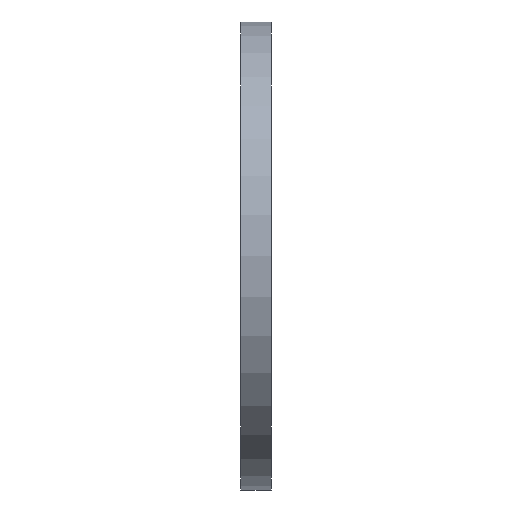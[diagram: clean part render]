
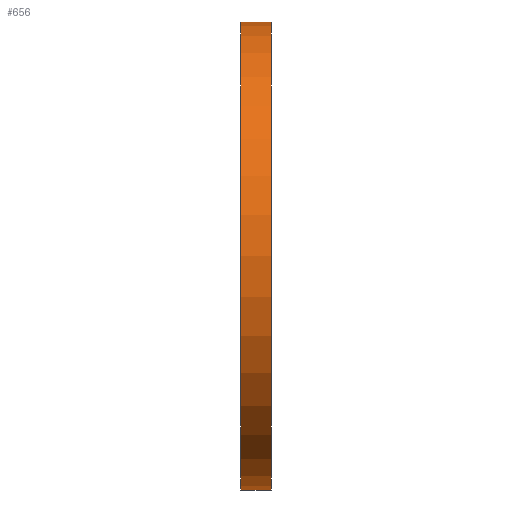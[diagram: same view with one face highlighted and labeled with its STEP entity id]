
A CAD part, left-side view. The second image highlights one B-rep face of the part: STEP entity #656.
In plain terms, the highlighted cylindrical face has radius 197.5 mm (diameter 395 mm), a partial arc.
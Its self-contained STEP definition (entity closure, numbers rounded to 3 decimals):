
#37 = VECTOR ( 'NONE', #988, 1000. ) ;
#68 = CARTESIAN_POINT ( 'NONE',  ( 0., 34.695, 197.5 ) ) ;
#82 = CIRCLE ( 'NONE', #353, 197.5 ) ;
#103 = CARTESIAN_POINT ( 'NONE',  ( 0., 0., 0. ) ) ;
#117 = VERTEX_POINT ( 'NONE', #1009 ) ;
#154 = EDGE_CURVE ( 'NONE', #117, #388, #174, .T. ) ;
#174 = LINE ( 'NONE', #543, #983 ) ;
#175 = DIRECTION ( 'NONE',  ( 0., 0., 1. ) ) ;
#235 = AXIS2_PLACEMENT_3D ( 'NONE', #103, #760, #175 ) ;
#238 = DIRECTION ( 'NONE',  ( 0., 1., 0. ) ) ;
#271 = VERTEX_POINT ( 'NONE', #503 ) ;
#277 = DIRECTION ( 'NONE',  ( 0., 0., 1. ) ) ;
#292 = DIRECTION ( 'NONE',  ( 0., 1., 0. ) ) ;
#335 = DIRECTION ( 'NONE',  ( 0., 0., 1. ) ) ;
#353 = AXIS2_PLACEMENT_3D ( 'NONE', #894, #238, #335 ) ;
#388 = VERTEX_POINT ( 'NONE', #1063 ) ;
#427 = VERTEX_POINT ( 'NONE', #1071 ) ;
#476 = CYLINDRICAL_SURFACE ( 'NONE', #478, 197.5 ) ;
#478 = AXIS2_PLACEMENT_3D ( 'NONE', #928, #292, #277 ) ;
#489 = ORIENTED_EDGE ( 'NONE', *, *, #889, .T. ) ;
#503 = CARTESIAN_POINT ( 'NONE',  ( 0., 0., 197.5 ) ) ;
#543 = CARTESIAN_POINT ( 'NONE',  ( 0., 34.695, -197.5 ) ) ;
#550 = LINE ( 'NONE', #68, #37 ) ;
#598 = ORIENTED_EDGE ( 'NONE', *, *, #621, .T. ) ;
#621 = EDGE_CURVE ( 'NONE', #117, #271, #1174, .T. ) ;
#656 = ADVANCED_FACE ( 'NONE', ( #918 ), #476, .T. ) ;
#728 = ORIENTED_EDGE ( 'NONE', *, *, #154, .F. ) ;
#760 = DIRECTION ( 'NONE',  ( 0., 1., 0. ) ) ;
#837 = EDGE_CURVE ( 'NONE', #388, #427, #82, .T. ) ;
#877 = EDGE_LOOP ( 'NONE', ( #728, #598, #489, #1026 ) ) ;
#889 = EDGE_CURVE ( 'NONE', #271, #427, #550, .T. ) ;
#894 = CARTESIAN_POINT ( 'NONE',  ( 0., 26., 0. ) ) ;
#918 = FACE_OUTER_BOUND ( 'NONE', #877, .T. ) ;
#928 = CARTESIAN_POINT ( 'NONE',  ( 0., 34.695, 0. ) ) ;
#983 = VECTOR ( 'NONE', #1094, 1000. ) ;
#988 = DIRECTION ( 'NONE',  ( 0., 1., 0. ) ) ;
#1009 = CARTESIAN_POINT ( 'NONE',  ( 0., 0., -197.5 ) ) ;
#1026 = ORIENTED_EDGE ( 'NONE', *, *, #837, .F. ) ;
#1063 = CARTESIAN_POINT ( 'NONE',  ( 0., 26., -197.5 ) ) ;
#1071 = CARTESIAN_POINT ( 'NONE',  ( 0., 26., 197.5 ) ) ;
#1094 = DIRECTION ( 'NONE',  ( 0., 1., 0. ) ) ;
#1174 = CIRCLE ( 'NONE', #235, 197.5 ) ;
